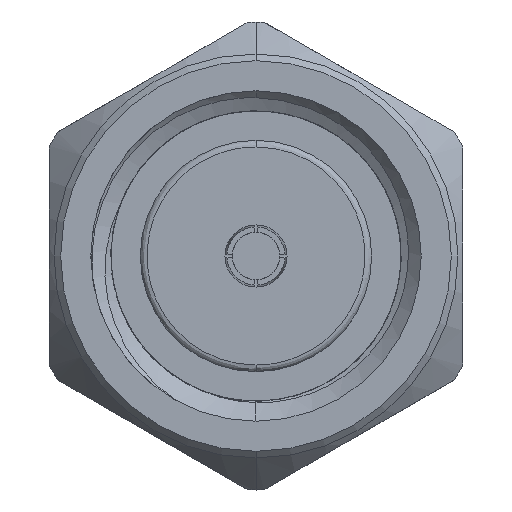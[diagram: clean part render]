
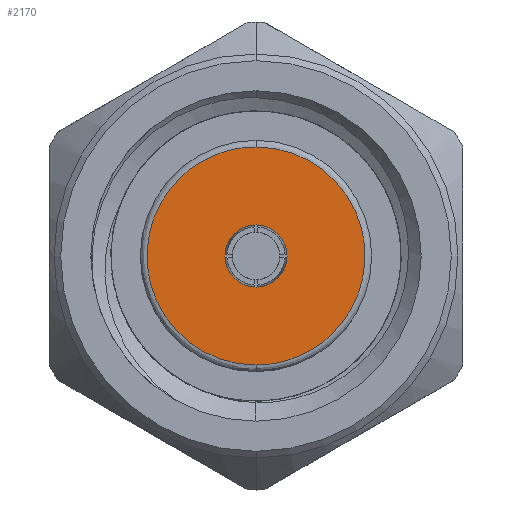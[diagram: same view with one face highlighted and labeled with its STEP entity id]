
A CAD part, left-side view. The second image highlights one B-rep face of the part: STEP entity #2170.
In plain terms, the highlighted planar face has unit normal (-1, 0, 0).
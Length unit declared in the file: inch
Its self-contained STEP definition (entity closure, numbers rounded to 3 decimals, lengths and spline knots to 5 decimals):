
#61 = CIRCLE ( 'NONE', #3039, 0.0235 ) ;
#148 = AXIS2_PLACEMENT_3D ( 'NONE', #1858, #2689, #4852 ) ;
#216 = ORIENTED_EDGE ( 'NONE', *, *, #1996, .F. ) ;
#408 = AXIS2_PLACEMENT_3D ( 'NONE', #5240, #603, #4835 ) ;
#535 = CARTESIAN_POINT ( 'NONE',  ( 0.11, 0.165, 0.0825 ) ) ;
#564 = VERTEX_POINT ( 'NONE', #2749 ) ;
#593 = ORIENTED_EDGE ( 'NONE', *, *, #1352, .F. ) ;
#603 = DIRECTION ( 'NONE',  ( 1., 0., 0. ) ) ;
#697 = CARTESIAN_POINT ( 'NONE',  ( 0.11, 0., 0. ) ) ;
#907 = CARTESIAN_POINT ( 'NONE',  ( 0.11, -0.165, -0.0825 ) ) ;
#956 = EDGE_LOOP ( 'NONE', ( #216, #2497 ) ) ;
#1066 = ORIENTED_EDGE ( 'NONE', *, *, #2160, .F. ) ;
#1157 = CARTESIAN_POINT ( 'NONE',  ( 0.11, 0., -0.0825 ) ) ;
#1342 = CARTESIAN_POINT ( 'NONE',  ( 0.11, 0., -0.0825 ) ) ;
#1352 = EDGE_CURVE ( 'NONE', #2288, #564, #1632, .T. ) ;
#1378 = CARTESIAN_POINT ( 'NONE',  ( 0.11, -0.165, 0.0825 ) ) ;
#1538 = PLANE ( 'NONE',  #408 ) ;
#1632 =( BOUNDED_CURVE ( )  B_SPLINE_CURVE ( 3, ( #1342, #3041, #535, #4657 ),
 .UNSPECIFIED., .F., .F. ) 
 B_SPLINE_CURVE_WITH_KNOTS ( ( 4, 4 ),
 ( 0., 1. ),
 .UNSPECIFIED. ) 
 CURVE ( )  GEOMETRIC_REPRESENTATION_ITEM ( )  RATIONAL_B_SPLINE_CURVE ( ( 1., 0.333, 0.333, 1. ) ) 
 REPRESENTATION_ITEM ( '' )  );
#1758 = EDGE_LOOP ( 'NONE', ( #593, #1066 ) ) ;
#1858 = CARTESIAN_POINT ( 'NONE',  ( 0.11, 0., 0. ) ) ;
#1996 = EDGE_CURVE ( 'NONE', #2033, #5285, #61, .T. ) ;
#2033 = VERTEX_POINT ( 'NONE', #4978 ) ;
#2160 = EDGE_CURVE ( 'NONE', #564, #2288, #5307, .T. ) ;
#2170 = ADVANCED_FACE ( 'NONE', ( #4447, #4754 ), #1538, .F. ) ;
#2172 = CARTESIAN_POINT ( 'NONE',  ( 0.11, 0., -0.0825 ) ) ;
#2288 = VERTEX_POINT ( 'NONE', #1157 ) ;
#2401 = DIRECTION ( 'NONE',  ( -1., 0., 0. ) ) ;
#2497 = ORIENTED_EDGE ( 'NONE', *, *, #4184, .F. ) ;
#2689 = DIRECTION ( 'NONE',  ( -1., 0., 0. ) ) ;
#2749 = CARTESIAN_POINT ( 'NONE',  ( 0.11, 0., 0.0825 ) ) ;
#3039 = AXIS2_PLACEMENT_3D ( 'NONE', #697, #2401, #4399 ) ;
#3041 = CARTESIAN_POINT ( 'NONE',  ( 0.11, 0.165, -0.0825 ) ) ;
#4184 = EDGE_CURVE ( 'NONE', #5285, #2033, #5407, .T. ) ;
#4399 = DIRECTION ( 'NONE',  ( 0., 0., -1. ) ) ;
#4447 = FACE_BOUND ( 'NONE', #956, .T. ) ;
#4657 = CARTESIAN_POINT ( 'NONE',  ( 0.11, 0., 0.0825 ) ) ;
#4754 = FACE_OUTER_BOUND ( 'NONE', #1758, .T. ) ;
#4835 = DIRECTION ( 'NONE',  ( 0., 0., -1. ) ) ;
#4852 = DIRECTION ( 'NONE',  ( 0., 0., -1. ) ) ;
#4978 = CARTESIAN_POINT ( 'NONE',  ( 0.11, 0., -0.0235 ) ) ;
#5112 = CARTESIAN_POINT ( 'NONE',  ( 0.11, 0., 0.0825 ) ) ;
#5223 = CARTESIAN_POINT ( 'NONE',  ( 0.11, 0., 0.0235 ) ) ;
#5240 = CARTESIAN_POINT ( 'NONE',  ( 0.11, 0., 0. ) ) ;
#5285 = VERTEX_POINT ( 'NONE', #5223 ) ;
#5307 =( BOUNDED_CURVE ( )  B_SPLINE_CURVE ( 3, ( #5112, #1378, #907, #2172 ),
 .UNSPECIFIED., .F., .F. ) 
 B_SPLINE_CURVE_WITH_KNOTS ( ( 4, 4 ),
 ( 0., 1. ),
 .UNSPECIFIED. ) 
 CURVE ( )  GEOMETRIC_REPRESENTATION_ITEM ( )  RATIONAL_B_SPLINE_CURVE ( ( 1., 0.333, 0.333, 1. ) ) 
 REPRESENTATION_ITEM ( '' )  );
#5407 = CIRCLE ( 'NONE', #148, 0.0235 ) ;
